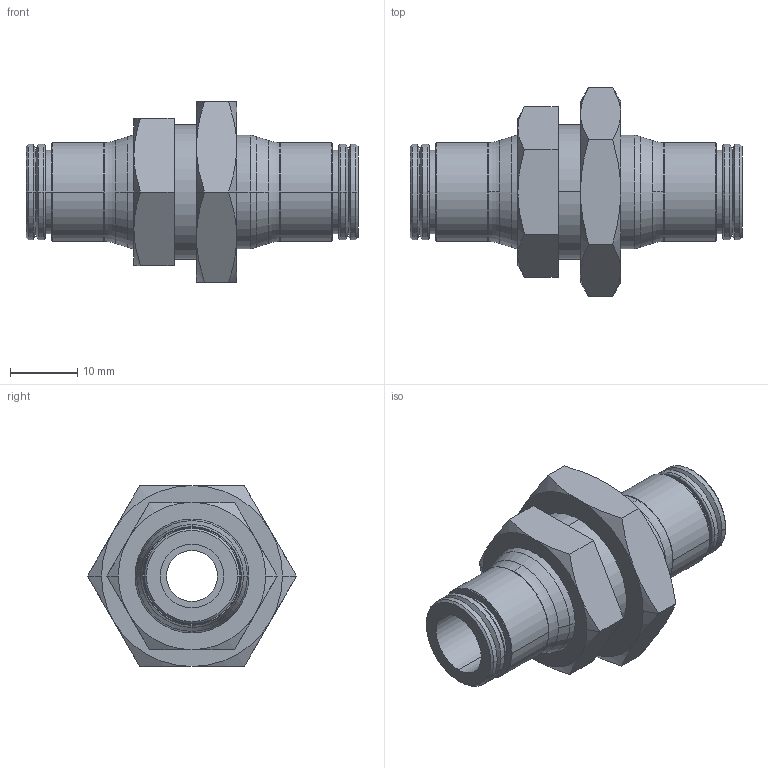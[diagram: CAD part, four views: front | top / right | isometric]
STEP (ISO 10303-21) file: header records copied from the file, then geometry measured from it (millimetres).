
FILE_DESCRIPTION(('STEP AP214'),'1');
FILE_NAME('3816_60_00.stp','2016-07-07T14:27:29',('TraceParts'),('TraceParts S.A.'),'Spatial InterOp 3D',' ',' ');
FILE_SCHEMA(('automotive_design'));
Length unit declared in the file: millimetre
Products named in the file (2): 1; 2
Bounding box: 49.53 x 31.18 x 27 mm (x, y, z)
Volume: 10152 mm3; surface area: 6391.4 mm2
Topology: 2 solids, 2 shells, 119 faces, 262 edges, 156 vertices
Faces by surface type: cone 54, cylinder 28, plane 25, torus 12
Entity records: 3346 total; most frequent: CARTESIAN_POINT 683, DIRECTION 612, ORIENTED_EDGE 524, AXIS2_PLACEMENT_3D 265, EDGE_CURVE 262, VERTEX_POINT 156, CIRCLE 144, EDGE_LOOP 132
